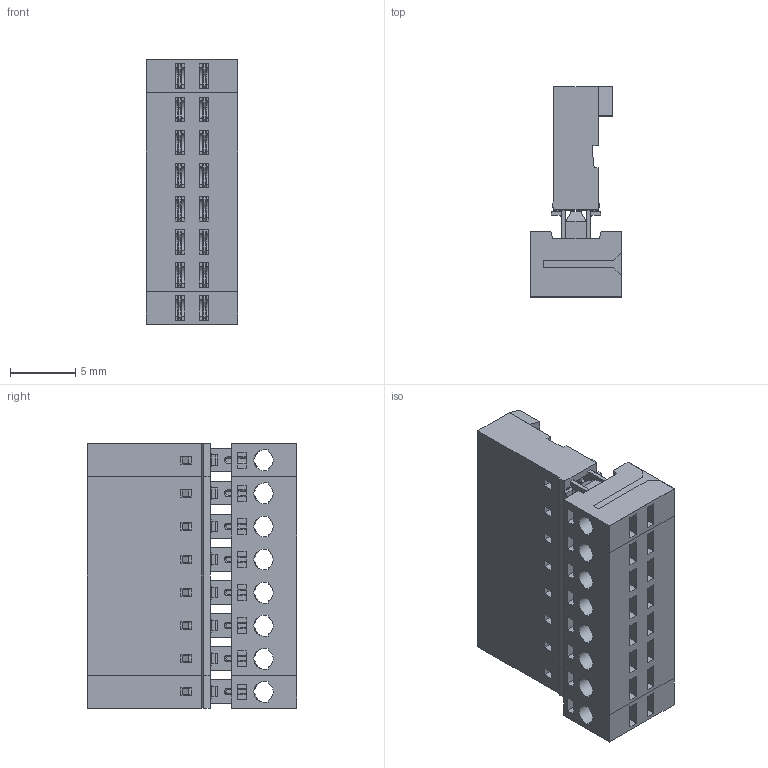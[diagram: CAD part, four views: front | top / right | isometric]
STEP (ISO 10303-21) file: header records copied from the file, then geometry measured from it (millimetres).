
FILE_DESCRIPTION( ( 'Unknown' ), '1' );
FILE_NAME( '661008152122.stp', 'Unknown', ( 'Unknown' ), ( 'Unknown' ), 'PSStep 17.0.49', 'Unknown', ' ' );
FILE_SCHEMA( ( 'AUTOMOTIVE_DESIGN { 1 0 10303 214 1 1 1 1 }' ) );
Length unit declared in the file: millimetre
Products named in the file (4): Assem1; 47827101_03_20_440_DX; 47827101_03_20_440_SX; 47827101_03_20_440_CNT
Assembly tree (3 placements, depth 2):
  Assem1
    47827101_03_20_440_DX
    47827101_03_20_440_SX
    47827101_03_20_440_CNT
Bounding box: 7 x 16.1 x 20.32 mm (x, y, z)
Volume: 1121.5 mm3; surface area: 3391.5 mm2
Topology: 3 solids, 3 shells, 2058 faces, 6222 edges, 4015 vertices
Faces by surface type: plane 1878, cylinder 144, cone 36
Entity records: 85374 total; most frequent: ORIENTED_EDGE 12444, CARTESIAN_POINT 12299, DIRECTION 10832, EDGE_CURVE 6222, LINE 5736, VECTOR 5736, VERTEX_POINT 4015, AXIS2_PLACEMENT_3D 2548
